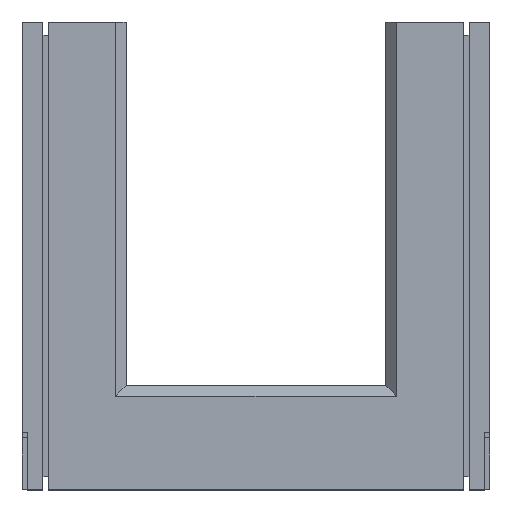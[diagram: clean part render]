
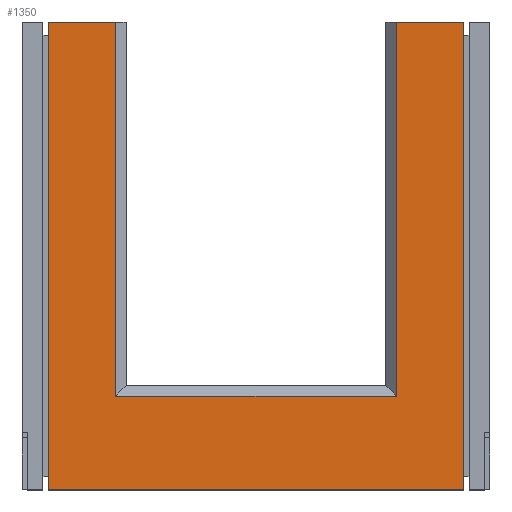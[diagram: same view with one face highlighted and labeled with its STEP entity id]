
A CAD part, top view. The second image highlights one B-rep face of the part: STEP entity #1350.
In plain terms, the highlighted planar face has unit normal (0, 0, 1).
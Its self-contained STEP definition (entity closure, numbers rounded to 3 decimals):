
#139 = VERTEX_POINT ( 'NONE', #1735 ) ;
#177 = EDGE_CURVE ( 'NONE', #3868, #1873, #2002, .T. ) ;
#193 = ORIENTED_EDGE ( 'NONE', *, *, #223, .T. ) ;
#223 = EDGE_CURVE ( 'NONE', #2966, #452, #2284, .T. ) ;
#346 = ORIENTED_EDGE ( 'NONE', *, *, #432, .T. ) ;
#352 = ORIENTED_EDGE ( 'NONE', *, *, #3758, .T. ) ;
#367 = EDGE_CURVE ( 'NONE', #391, #3868, #708, .T. ) ;
#379 = ORIENTED_EDGE ( 'NONE', *, *, #408, .T. ) ;
#391 = VERTEX_POINT ( 'NONE', #832 ) ;
#408 = EDGE_CURVE ( 'NONE', #524, #139, #937, .T. ) ;
#432 = EDGE_CURVE ( 'NONE', #452, #524, #1166, .T. ) ;
#452 = VERTEX_POINT ( 'NONE', #1228 ) ;
#524 = VERTEX_POINT ( 'NONE', #1690 ) ;
#655 = ORIENTED_EDGE ( 'NONE', *, *, #367, .T. ) ;
#708 = LINE ( 'NONE', #709, #710 ) ;
#709 = CARTESIAN_POINT ( 'NONE',  ( 4., 0., 2. ) ) ;
#710 = VECTOR ( 'NONE', #711, 1000. ) ;
#711 = DIRECTION ( 'NONE',  ( 0., 1., 0. ) ) ;
#832 = CARTESIAN_POINT ( 'NONE',  ( 4., 0., 2. ) ) ;
#937 = LINE ( 'NONE', #938, #939 ) ;
#938 = CARTESIAN_POINT ( 'NONE',  ( -4., 0., 2. ) ) ;
#939 = VECTOR ( 'NONE', #940, 1000. ) ;
#940 = DIRECTION ( 'NONE',  ( 0., -1., 0. ) ) ;
#968 = ORIENTED_EDGE ( 'NONE', *, *, #177, .T. ) ;
#1166 = LINE ( 'NONE', #1167, #1168 ) ;
#1167 = CARTESIAN_POINT ( 'NONE',  ( -2.5, 9., 2. ) ) ;
#1168 = VECTOR ( 'NONE', #1171, 1000. ) ;
#1171 = DIRECTION ( 'NONE',  ( -1., 0., 0. ) ) ;
#1228 = CARTESIAN_POINT ( 'NONE',  ( -2.7, 9., 2. ) ) ;
#1350 = ADVANCED_FACE ( 'NONE', ( #2302 ), #2303, .T. ) ;
#1611 = ORIENTED_EDGE ( 'NONE', *, *, #1760, .T. ) ;
#1690 = CARTESIAN_POINT ( 'NONE',  ( -4., 9., 2. ) ) ;
#1735 = CARTESIAN_POINT ( 'NONE',  ( -4., 0., 2. ) ) ;
#1760 = EDGE_CURVE ( 'NONE', #2784, #2966, #2682, .T. ) ;
#1873 = VERTEX_POINT ( 'NONE', #2787 ) ;
#2002 = LINE ( 'NONE', #2003, #2004 ) ;
#2003 = CARTESIAN_POINT ( 'NONE',  ( 4., 9., 2. ) ) ;
#2004 = VECTOR ( 'NONE', #2005, 1000. ) ;
#2005 = DIRECTION ( 'NONE',  ( -1., 0., 0. ) ) ;
#2284 = LINE ( 'NONE', #2285, #2286 ) ;
#2285 = CARTESIAN_POINT ( 'NONE',  ( -2.7, 9., 2. ) ) ;
#2286 = VECTOR ( 'NONE', #2287, 1000. ) ;
#2287 = DIRECTION ( 'NONE',  ( 0., 1., 0. ) ) ;
#2302 = FACE_OUTER_BOUND ( 'NONE', #3023, .T. ) ;
#2303 = PLANE ( 'NONE',  #2304 ) ;
#2304 = AXIS2_PLACEMENT_3D ( 'NONE', #2305, #2306, #2307 ) ;
#2305 = CARTESIAN_POINT ( 'NONE',  ( 4., 9., 2. ) ) ;
#2306 = DIRECTION ( 'NONE',  ( 0., 0., 1. ) ) ;
#2307 = DIRECTION ( 'NONE',  ( 1., 0., 0. ) ) ;
#2391 = ORIENTED_EDGE ( 'NONE', *, *, #2683, .T. ) ;
#2510 = LINE ( 'NONE', #2511, #2512 ) ;
#2511 = CARTESIAN_POINT ( 'NONE',  ( 4., 0., 2. ) ) ;
#2512 = VECTOR ( 'NONE', #2515, 1000. ) ;
#2515 = DIRECTION ( 'NONE',  ( 1., 0., 0. ) ) ;
#2682 = LINE ( 'NONE', #2687, #2688 ) ;
#2683 = EDGE_CURVE ( 'NONE', #1873, #2784, #3208, .T. ) ;
#2687 = CARTESIAN_POINT ( 'NONE',  ( -2.5, 1.8, 2. ) ) ;
#2688 = VECTOR ( 'NONE', #2689, 1000. ) ;
#2689 = DIRECTION ( 'NONE',  ( -1., 0., 0. ) ) ;
#2784 = VERTEX_POINT ( 'NONE', #3273 ) ;
#2787 = CARTESIAN_POINT ( 'NONE',  ( 2.7, 9., 2. ) ) ;
#2966 = VERTEX_POINT ( 'NONE', #3340 ) ;
#3023 = EDGE_LOOP ( 'NONE', ( #1611, #193, #346, #379, #352, #655, #968, #2391 ) ) ;
#3208 = LINE ( 'NONE', #3209, #3210 ) ;
#3209 = CARTESIAN_POINT ( 'NONE',  ( 2.7, 2., 2. ) ) ;
#3210 = VECTOR ( 'NONE', #3211, 1000. ) ;
#3211 = DIRECTION ( 'NONE',  ( 0., -1., 0. ) ) ;
#3273 = CARTESIAN_POINT ( 'NONE',  ( 2.7, 1.8, 2. ) ) ;
#3340 = CARTESIAN_POINT ( 'NONE',  ( -2.7, 1.8, 2. ) ) ;
#3515 = CARTESIAN_POINT ( 'NONE',  ( 4., 9., 2. ) ) ;
#3758 = EDGE_CURVE ( 'NONE', #139, #391, #2510, .T. ) ;
#3868 = VERTEX_POINT ( 'NONE', #3515 ) ;
